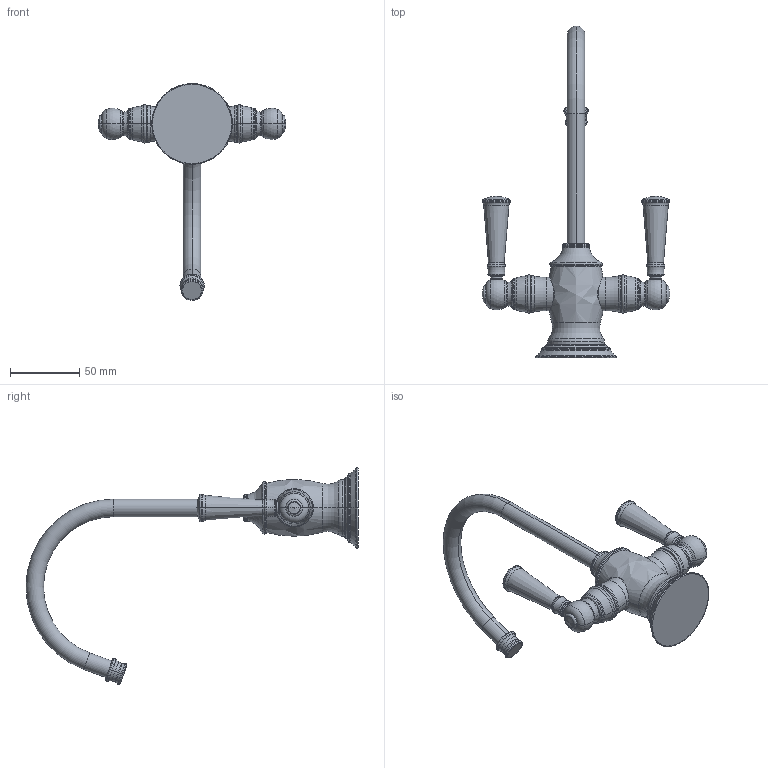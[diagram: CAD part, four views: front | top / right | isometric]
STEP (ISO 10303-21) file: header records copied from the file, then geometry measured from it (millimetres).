
FILE_DESCRIPTION((''),'2;1');
FILE_NAME('2470-5603','2021-04-21T14:23:55',('jinson.thomas'),(''),'CREO PARAMETRIC BY PTC INC, 2018400','CREO PARAMETRIC BY PTC INC, 2018400','');
FILE_SCHEMA(('CONFIG_CONTROL_DESIGN'));
Length unit declared in the file: inch
Products named in the file (1): 2470-5603
Bounding box: 135.97 x 240.18 x 156.98 mm (x, y, z)
Volume: 190275.5 mm3; surface area: 40587.7 mm2
Topology: 1 solids, 1 shells, 243 faces, 492 edges, 266 vertices
Faces by surface type: torus 154, cylinder 34, plane 23, bspline 20, sphere 8, cone 4
Entity records: 6833 total; most frequent: CARTESIAN_POINT 1494, DIRECTION 1376, ORIENTED_EDGE 976, AXIS2_PLACEMENT_3D 669, EDGE_CURVE 488, CIRCLE 446, VERTEX_POINT 266, EDGE_LOOP 262
